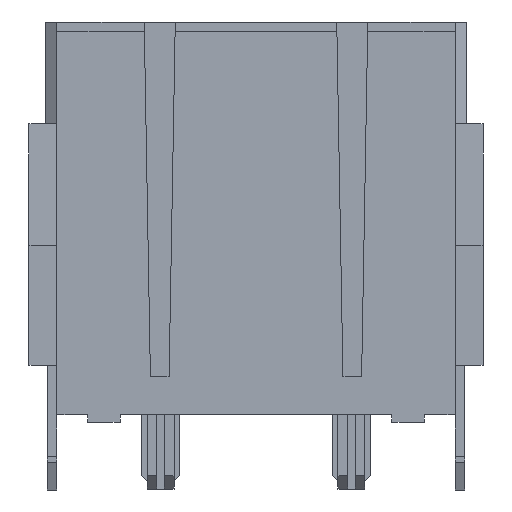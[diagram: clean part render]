
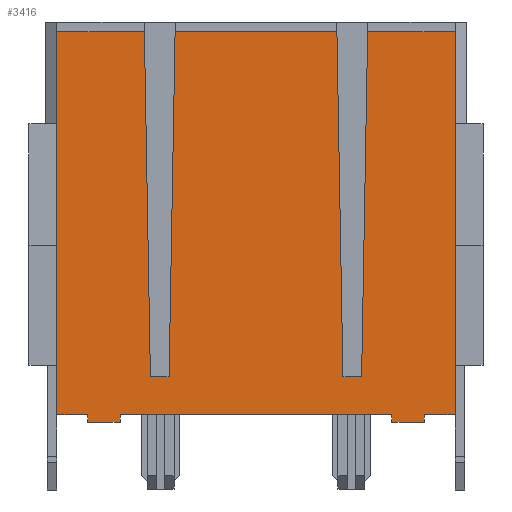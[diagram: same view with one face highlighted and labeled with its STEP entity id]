
A CAD part, front view. The second image highlights one B-rep face of the part: STEP entity #3416.
In plain terms, the highlighted planar face has unit normal (0, -1, 0).
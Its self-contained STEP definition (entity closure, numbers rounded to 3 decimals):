
#49=DIRECTION('',(1.,0.,0.));
#50=VECTOR('',#49,4.594);
#51=CARTESIAN_POINT('',(5.856,-3.95,9.8));
#52=LINE('',#51,#50);
#53=DIRECTION('',(0.,0.,-1.));
#54=VECTOR('',#53,20.1);
#55=CARTESIAN_POINT('',(10.45,-3.95,9.8));
#56=LINE('',#55,#54);
#57=DIRECTION('',(-1.,0.,0.));
#58=VECTOR('',#57,1.62);
#59=CARTESIAN_POINT('',(10.45,-3.95,-10.3));
#60=LINE('',#59,#58);
#61=DIRECTION('',(0.,0.,1.));
#62=VECTOR('',#61,0.4);
#63=CARTESIAN_POINT('',(7.13,-3.95,-10.7));
#64=LINE('',#63,#62);
#65=DIRECTION('',(-1.,0.,0.));
#66=VECTOR('',#65,14.26);
#67=CARTESIAN_POINT('',(7.13,-3.95,-10.3));
#68=LINE('',#67,#66);
#69=DIRECTION('',(0.,0.,1.));
#70=VECTOR('',#69,0.4);
#71=CARTESIAN_POINT('',(-8.83,-3.95,-10.7));
#72=LINE('',#71,#70);
#73=DIRECTION('',(-1.,0.,0.));
#74=VECTOR('',#73,1.62);
#75=CARTESIAN_POINT('',(-8.83,-3.95,-10.3));
#76=LINE('',#75,#74);
#77=DIRECTION('',(1.,0.,0.));
#78=VECTOR('',#77,4.594);
#79=CARTESIAN_POINT('',(-10.45,-3.95,9.8));
#80=LINE('',#79,#78);
#81=DIRECTION('',(0.017,0.,-1.));
#82=VECTOR('',#81,18.103);
#83=CARTESIAN_POINT('',(-5.856,-3.95,9.8));
#84=LINE('',#83,#82);
#85=DIRECTION('',(0.017,0.,1.));
#86=VECTOR('',#85,18.103);
#87=CARTESIAN_POINT('',(-4.56,-3.95,-8.3));
#88=LINE('',#87,#86);
#89=DIRECTION('',(1.,0.,0.));
#90=VECTOR('',#89,8.488);
#91=CARTESIAN_POINT('',(-4.244,-3.95,9.8));
#92=LINE('',#91,#90);
#93=DIRECTION('',(0.017,0.,-1.));
#94=VECTOR('',#93,18.103);
#95=CARTESIAN_POINT('',(4.244,-3.95,9.8));
#96=LINE('',#95,#94);
#97=DIRECTION('',(0.017,0.,1.));
#98=VECTOR('',#97,18.103);
#99=CARTESIAN_POINT('',(5.54,-3.95,-8.3));
#100=LINE('',#99,#98);
#121=DIRECTION('',(-1.,0.,0.));
#122=VECTOR('',#121,0.98);
#123=CARTESIAN_POINT('',(5.54,-3.95,-8.3));
#124=LINE('',#123,#122);
#145=DIRECTION('',(-1.,0.,0.));
#146=VECTOR('',#145,0.98);
#147=CARTESIAN_POINT('',(-4.56,-3.95,-8.3));
#148=LINE('',#147,#146);
#193=DIRECTION('',(0.,0.,-1.));
#194=VECTOR('',#193,20.1);
#195=CARTESIAN_POINT('',(-10.45,-3.95,9.8));
#196=LINE('',#195,#194);
#1377=DIRECTION('',(0.,0.,1.));
#1378=VECTOR('',#1377,0.4);
#1379=CARTESIAN_POINT('',(8.83,-3.95,-10.7));
#1380=LINE('',#1379,#1378);
#1385=DIRECTION('',(1.,0.,0.));
#1386=VECTOR('',#1385,1.7);
#1387=CARTESIAN_POINT('',(7.13,-3.95,-10.7));
#1388=LINE('',#1387,#1386);
#1917=DIRECTION('',(1.,0.,0.));
#1918=VECTOR('',#1917,1.7);
#1919=CARTESIAN_POINT('',(-8.83,-3.95,-10.7));
#1920=LINE('',#1919,#1918);
#1933=DIRECTION('',(0.,0.,1.));
#1934=VECTOR('',#1933,0.4);
#1935=CARTESIAN_POINT('',(-7.13,-3.95,-10.7));
#1936=LINE('',#1935,#1934);
#2429=CARTESIAN_POINT('',(-7.13,-3.95,-10.3));
#2430=VERTEX_POINT('',#2429);
#2431=CARTESIAN_POINT('',(7.13,-3.95,-10.3));
#2432=VERTEX_POINT('',#2431);
#2503=CARTESIAN_POINT('',(8.83,-3.95,-10.3));
#2504=VERTEX_POINT('',#2503);
#2505=CARTESIAN_POINT('',(10.45,-3.95,-10.3));
#2506=VERTEX_POINT('',#2505);
#2509=CARTESIAN_POINT('',(-10.45,-3.95,-10.3));
#2511=VERTEX_POINT('',#2509);
#2513=CARTESIAN_POINT('',(-8.83,-3.95,-10.3));
#2514=VERTEX_POINT('',#2513);
#2539=CARTESIAN_POINT('',(7.13,-3.95,-10.7));
#2540=VERTEX_POINT('',#2539);
#2541=CARTESIAN_POINT('',(5.856,-3.95,9.8));
#2542=CARTESIAN_POINT('',(10.45,-3.95,9.8));
#2543=VERTEX_POINT('',#2541);
#2544=VERTEX_POINT('',#2542);
#2545=CARTESIAN_POINT('',(8.83,-3.95,-10.7));
#2546=VERTEX_POINT('',#2545);
#2547=CARTESIAN_POINT('',(-7.13,-3.95,-10.7));
#2548=VERTEX_POINT('',#2547);
#2549=CARTESIAN_POINT('',(-8.83,-3.95,-10.7));
#2550=VERTEX_POINT('',#2549);
#2551=CARTESIAN_POINT('',(-10.45,-3.95,9.8));
#2552=VERTEX_POINT('',#2551);
#2553=CARTESIAN_POINT('',(-5.856,-3.95,9.8));
#2554=VERTEX_POINT('',#2553);
#2555=CARTESIAN_POINT('',(-5.54,-3.95,-8.3));
#2556=VERTEX_POINT('',#2555);
#2557=CARTESIAN_POINT('',(-4.56,-3.95,-8.3));
#2558=VERTEX_POINT('',#2557);
#2559=CARTESIAN_POINT('',(-4.244,-3.95,9.8));
#2560=VERTEX_POINT('',#2559);
#2561=CARTESIAN_POINT('',(4.244,-3.95,9.8));
#2562=VERTEX_POINT('',#2561);
#2563=CARTESIAN_POINT('',(4.56,-3.95,-8.3));
#2564=VERTEX_POINT('',#2563);
#2565=CARTESIAN_POINT('',(5.54,-3.95,-8.3));
#2566=VERTEX_POINT('',#2565);
#3371=CARTESIAN_POINT('',(10.45,-3.95,-10.3));
#3372=DIRECTION('',(0.,1.,0.));
#3373=DIRECTION('',(0.,0.,1.));
#3374=AXIS2_PLACEMENT_3D('',#3371,#3372,#3373);
#3375=PLANE('',#3374);
#3377=ORIENTED_EDGE('',*,*,#3376,.T.);
#3379=ORIENTED_EDGE('',*,*,#3378,.T.);
#3381=ORIENTED_EDGE('',*,*,#3380,.T.);
#3383=ORIENTED_EDGE('',*,*,#3382,.F.);
#3385=ORIENTED_EDGE('',*,*,#3384,.F.);
#3386=ORIENTED_EDGE('',*,*,#3357,.T.);
#3387=ORIENTED_EDGE('',*,*,#3218,.T.);
#3389=ORIENTED_EDGE('',*,*,#3388,.F.);
#3391=ORIENTED_EDGE('',*,*,#3390,.F.);
#3393=ORIENTED_EDGE('',*,*,#3392,.T.);
#3395=ORIENTED_EDGE('',*,*,#3394,.T.);
#3397=ORIENTED_EDGE('',*,*,#3396,.F.);
#3399=ORIENTED_EDGE('',*,*,#3398,.T.);
#3401=ORIENTED_EDGE('',*,*,#3400,.T.);
#3403=ORIENTED_EDGE('',*,*,#3402,.F.);
#3405=ORIENTED_EDGE('',*,*,#3404,.T.);
#3407=ORIENTED_EDGE('',*,*,#3406,.T.);
#3409=ORIENTED_EDGE('',*,*,#3408,.T.);
#3411=ORIENTED_EDGE('',*,*,#3410,.F.);
#3413=ORIENTED_EDGE('',*,*,#3412,.T.);
#3414=EDGE_LOOP('',(#3377,#3379,#3381,#3383,#3385,#3386,#3387,#3389,#3391,#3393,
#3395,#3397,#3399,#3401,#3403,#3405,#3407,#3409,#3411,#3413));
#3415=FACE_OUTER_BOUND('',#3414,.F.);
#3218=EDGE_CURVE('',#2432,#2430,#68,.T.);
#3357=EDGE_CURVE('',#2540,#2432,#64,.T.);
#3376=EDGE_CURVE('',#2543,#2544,#52,.T.);
#3378=EDGE_CURVE('',#2544,#2506,#56,.T.);
#3380=EDGE_CURVE('',#2506,#2504,#60,.T.);
#3382=EDGE_CURVE('',#2546,#2504,#1380,.T.);
#3384=EDGE_CURVE('',#2540,#2546,#1388,.T.);
#3388=EDGE_CURVE('',#2548,#2430,#1936,.T.);
#3390=EDGE_CURVE('',#2550,#2548,#1920,.T.);
#3392=EDGE_CURVE('',#2550,#2514,#72,.T.);
#3394=EDGE_CURVE('',#2514,#2511,#76,.T.);
#3396=EDGE_CURVE('',#2552,#2511,#196,.T.);
#3398=EDGE_CURVE('',#2552,#2554,#80,.T.);
#3400=EDGE_CURVE('',#2554,#2556,#84,.T.);
#3402=EDGE_CURVE('',#2558,#2556,#148,.T.);
#3404=EDGE_CURVE('',#2558,#2560,#88,.T.);
#3406=EDGE_CURVE('',#2560,#2562,#92,.T.);
#3408=EDGE_CURVE('',#2562,#2564,#96,.T.);
#3410=EDGE_CURVE('',#2566,#2564,#124,.T.);
#3412=EDGE_CURVE('',#2566,#2543,#100,.T.);
#3416=ADVANCED_FACE('',(#3415),#3375,.F.);
